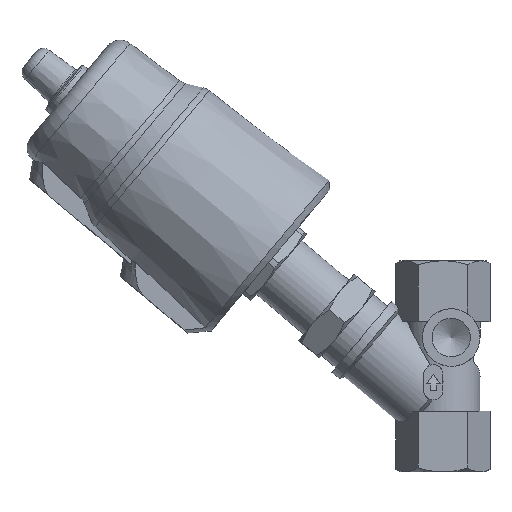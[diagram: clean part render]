
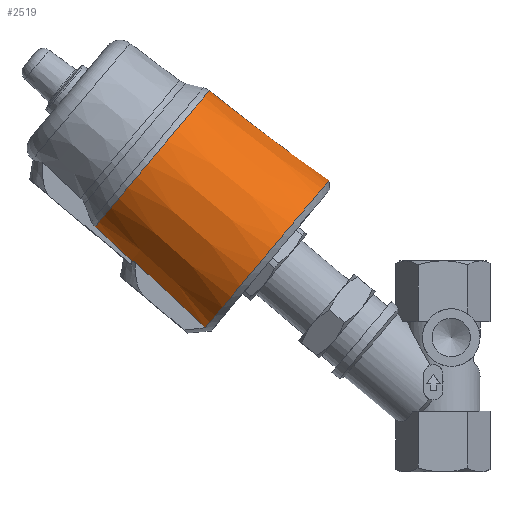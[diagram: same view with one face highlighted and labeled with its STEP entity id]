
A CAD part, left-side view. The second image highlights one B-rep face of the part: STEP entity #2519.
In plain terms, the highlighted conical face has half-angle 3 degrees and reference radius 28.445 mm.
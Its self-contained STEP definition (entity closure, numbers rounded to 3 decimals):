
#58=CONICAL_SURFACE('',#2787,28.445,0.052);
#370=B_SPLINE_CURVE_WITH_KNOTS('',3,(#4168,#4169,#4170,#4171,#4172,#4173,
#4174,#4175,#4176,#4177,#4178,#4179,#4180,#4181,#4182,#4183,#4184,#4185,
#4186,#4187,#4188,#4189,#4190,#4191,#4192,#4193,#4194,#4195,#4196,#4197,
#4198,#4199,#4200,#4201,#4202,#4203,#4204,#4205,#4206,#4207,#4208,#4209,
#4210),.UNSPECIFIED.,.F.,.F.,(4,1,1,1,1,1,1,1,1,1,1,1,1,1,1,1,1,1,1,1,1,
1,1,1,1,1,1,1,1,1,1,1,1,1,1,1,1,1,1,1,4),(0.107,0.112,
0.115,0.118,0.123,0.126,
0.129,0.131,0.134,0.137,
0.14,0.142,0.145,0.15,
0.153,0.156,0.161,0.164,
0.167,0.172,0.177,0.183,
0.188,0.194,0.199,0.205,
0.21,0.215,0.221,0.226,
0.232,0.237,0.243,0.248,
0.253,0.259,0.264,0.267,
0.27,0.275,0.28),.UNSPECIFIED.);
#384=B_SPLINE_CURVE_WITH_KNOTS('',3,(#4348,#4349,#4350,#4351),
 .UNSPECIFIED.,.F.,.F.,(4,4),(0.057,0.073),
 .UNSPECIFIED.);
#387=B_SPLINE_CURVE_WITH_KNOTS('',3,(#4365,#4366,#4367,#4368),
 .UNSPECIFIED.,.F.,.F.,(4,4),(0.057,0.073),
 .UNSPECIFIED.);
#389=B_SPLINE_CURVE_WITH_KNOTS('',3,(#4375,#4376,#4377,#4378),
 .UNSPECIFIED.,.F.,.F.,(4,4),(0.,0.002),
 .UNSPECIFIED.);
#392=B_SPLINE_CURVE_WITH_KNOTS('',3,(#4398,#4399,#4400,#4401),
 .UNSPECIFIED.,.F.,.F.,(4,4),(0.02,0.022),
 .UNSPECIFIED.);
#393=B_SPLINE_CURVE_WITH_KNOTS('',3,(#4408,#4409,#4410,#4411),
 .UNSPECIFIED.,.F.,.F.,(4,4),(0.001,0.031),
 .UNSPECIFIED.);
#394=B_SPLINE_CURVE_WITH_KNOTS('',3,(#4413,#4414,#4415,#4416),
 .UNSPECIFIED.,.F.,.F.,(4,4),(0.001,0.031),
 .UNSPECIFIED.);
#842=ORIENTED_EDGE('',*,*,#1498,.T.);
#843=ORIENTED_EDGE('',*,*,#1447,.T.);
#844=ORIENTED_EDGE('',*,*,#1499,.F.);
#845=ORIENTED_EDGE('',*,*,#1490,.T.);
#846=ORIENTED_EDGE('',*,*,#1488,.F.);
#847=ORIENTED_EDGE('',*,*,#1486,.T.);
#848=ORIENTED_EDGE('',*,*,#1484,.T.);
#849=ORIENTED_EDGE('',*,*,#1494,.T.);
#1447=EDGE_CURVE('',#1786,#1785,#370,.T.);
#1484=EDGE_CURVE('',#1815,#1814,#384,.T.);
#1486=EDGE_CURVE('',#1816,#1815,#1993,.T.);
#1488=EDGE_CURVE('',#1816,#1817,#387,.T.);
#1490=EDGE_CURVE('',#1818,#1817,#389,.T.);
#1494=EDGE_CURVE('',#1814,#1821,#392,.T.);
#1498=EDGE_CURVE('',#1821,#1786,#393,.T.);
#1499=EDGE_CURVE('',#1818,#1785,#394,.T.);
#1785=VERTEX_POINT('',#4167);
#1786=VERTEX_POINT('',#4211);
#1814=VERTEX_POINT('',#4347);
#1815=VERTEX_POINT('',#4352);
#1816=VERTEX_POINT('',#4359);
#1817=VERTEX_POINT('',#4369);
#1818=VERTEX_POINT('',#4379);
#1821=VERTEX_POINT('',#4397);
#1993=CIRCLE('',#2779,28.445);
#2108=EDGE_LOOP('',(#842,#843,#844,#845,#846,#847,#848,#849));
#2309=FACE_BOUND('',#2108,.T.);
#2519=ADVANCED_FACE('',(#2309),#58,.T.);
#2779=AXIS2_PLACEMENT_3D('',#4358,#3254,#3255);
#2787=AXIS2_PLACEMENT_3D('',#4417,#3272,#3273);
#3254=DIRECTION('',(0.643,-0.766,0.));
#3255=DIRECTION('',(0.766,0.643,0.));
#3272=DIRECTION('',(0.643,-0.766,0.));
#3273=DIRECTION('',(0.766,0.643,0.));
#4167=CARTESIAN_POINT('',(-45.064,74.317,10.));
#4168=CARTESIAN_POINT('',(-45.064,74.317,-10.));
#4169=CARTESIAN_POINT('',(-45.511,73.942,-11.705));
#4170=CARTESIAN_POINT('',(-46.349,73.238,-14.182));
#4171=CARTESIAN_POINT('',(-47.812,72.01,-17.301));
#4172=CARTESIAN_POINT('',(-49.455,70.632,-20.196));
#4173=CARTESIAN_POINT('',(-51.382,69.015,-22.802));
#4174=CARTESIAN_POINT('',(-53.574,67.175,-25.07));
#4175=CARTESIAN_POINT('',(-55.303,65.725,-26.554));
#4176=CARTESIAN_POINT('',(-57.123,64.197,-27.838));
#4177=CARTESIAN_POINT('',(-59.046,62.584,-28.92));
#4178=CARTESIAN_POINT('',(-61.031,60.918,-29.774));
#4179=CARTESIAN_POINT('',(-63.045,59.228,-30.391));
#4180=CARTESIAN_POINT('',(-65.094,57.509,-30.779));
#4181=CARTESIAN_POINT('',(-67.889,55.163,-30.982));
#4182=CARTESIAN_POINT('',(-70.651,52.845,-30.702));
#4183=CARTESIAN_POINT('',(-73.353,50.577,-29.959));
#4184=CARTESIAN_POINT('',(-76.035,48.327,-28.891));
#4185=CARTESIAN_POINT('',(-78.547,46.219,-27.392));
#4186=CARTESIAN_POINT('',(-80.893,44.25,-25.477));
#4187=CARTESIAN_POINT('',(-83.13,42.374,-23.268));
#4188=CARTESIAN_POINT('',(-85.577,40.32,-20.112));
#4189=CARTESIAN_POINT('',(-88.011,38.277,-15.623));
#4190=CARTESIAN_POINT('',(-89.773,36.799,-10.737));
#4191=CARTESIAN_POINT('',(-90.875,35.874,-5.442));
#4192=CARTESIAN_POINT('',(-91.241,35.567,0.007));
#4193=CARTESIAN_POINT('',(-90.876,35.874,5.433));
#4194=CARTESIAN_POINT('',(-89.774,36.798,10.733));
#4195=CARTESIAN_POINT('',(-88.013,38.276,15.619));
#4196=CARTESIAN_POINT('',(-85.58,40.318,20.108));
#4197=CARTESIAN_POINT('',(-82.64,42.785,23.901));
#4198=CARTESIAN_POINT('',(-79.17,45.696,27.024));
#4199=CARTESIAN_POINT('',(-75.411,48.851,29.263));
#4200=CARTESIAN_POINT('',(-71.329,52.276,30.637));
#4201=CARTESIAN_POINT('',(-67.208,55.734,31.05));
#4202=CARTESIAN_POINT('',(-63.016,59.252,30.507));
#4203=CARTESIAN_POINT('',(-59.035,62.593,29.042));
#4204=CARTESIAN_POINT('',(-55.244,65.774,26.649));
#4205=CARTESIAN_POINT('',(-52.455,68.114,24.015));
#4206=CARTESIAN_POINT('',(-50.417,69.824,21.499));
#4207=CARTESIAN_POINT('',(-48.587,71.36,18.798));
#4208=CARTESIAN_POINT('',(-46.646,72.989,15.048));
#4209=CARTESIAN_POINT('',(-45.51,73.942,11.704));
#4210=CARTESIAN_POINT('',(-45.064,74.317,10.));
#4211=CARTESIAN_POINT('',(-45.064,74.317,-10.));
#4347=CARTESIAN_POINT('',(-66.029,97.387,-8.5));
#4348=CARTESIAN_POINT('',(-76.675,108.747,-8.5));
#4349=CARTESIAN_POINT('',(-73.126,104.961,-8.5));
#4350=CARTESIAN_POINT('',(-69.577,101.174,-8.5));
#4351=CARTESIAN_POINT('',(-66.029,97.387,-8.5));
#4352=CARTESIAN_POINT('',(-76.675,108.747,-8.5));
#4358=CARTESIAN_POINT('',(-97.47,91.298,0.));
#4359=CARTESIAN_POINT('',(-76.675,108.747,8.5));
#4365=CARTESIAN_POINT('',(-76.675,108.747,8.5));
#4366=CARTESIAN_POINT('',(-73.126,104.961,8.5));
#4367=CARTESIAN_POINT('',(-69.577,101.174,8.5));
#4368=CARTESIAN_POINT('',(-66.029,97.387,8.5));
#4369=CARTESIAN_POINT('',(-66.029,97.387,8.5));
#4375=CARTESIAN_POINT('',(-65.692,96.299,10.));
#4376=CARTESIAN_POINT('',(-65.821,96.69,9.52));
#4377=CARTESIAN_POINT('',(-65.932,97.052,9.02));
#4378=CARTESIAN_POINT('',(-66.029,97.387,8.5));
#4379=CARTESIAN_POINT('',(-65.692,96.299,10.));
#4397=CARTESIAN_POINT('',(-65.692,96.299,-10.));
#4398=CARTESIAN_POINT('',(-66.029,97.387,-8.5));
#4399=CARTESIAN_POINT('',(-65.931,97.051,-9.022));
#4400=CARTESIAN_POINT('',(-65.82,96.688,-9.523));
#4401=CARTESIAN_POINT('',(-65.692,96.299,-10.));
#4408=CARTESIAN_POINT('',(-65.692,96.299,-10.));
#4409=CARTESIAN_POINT('',(-58.815,88.973,-10.));
#4410=CARTESIAN_POINT('',(-51.939,81.645,-10.));
#4411=CARTESIAN_POINT('',(-45.064,74.317,-10.));
#4413=CARTESIAN_POINT('',(-65.692,96.299,10.));
#4414=CARTESIAN_POINT('',(-58.815,88.973,10.));
#4415=CARTESIAN_POINT('',(-51.939,81.645,10.));
#4416=CARTESIAN_POINT('',(-45.064,74.317,10.));
#4417=CARTESIAN_POINT('',(-97.47,91.298,0.));
